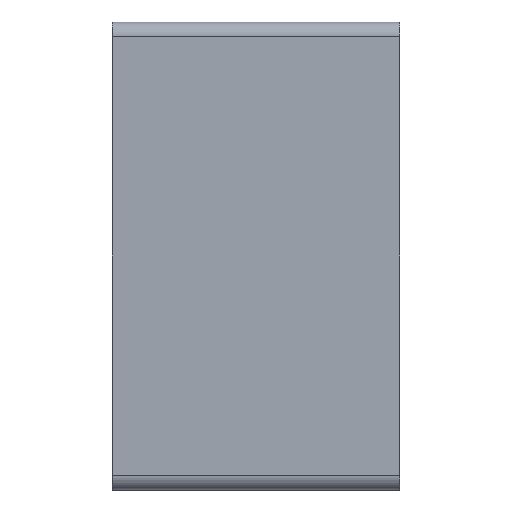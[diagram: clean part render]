
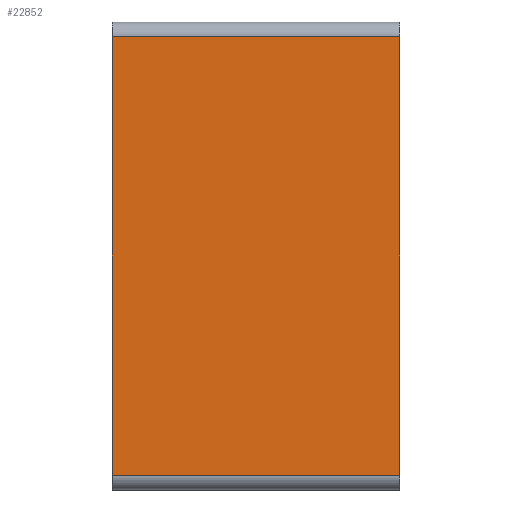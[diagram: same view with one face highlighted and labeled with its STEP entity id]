
A CAD part, left-side view. The second image highlights one B-rep face of the part: STEP entity #22852.
In plain terms, the highlighted planar face has unit normal (-1, 0, 0).
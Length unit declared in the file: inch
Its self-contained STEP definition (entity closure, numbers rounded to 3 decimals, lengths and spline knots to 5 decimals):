
#289 = CARTESIAN_POINT ( 'NONE',  ( -2.58, 0.5905, -0.9625 ) ) ;
#577 = DIRECTION ( 'NONE',  ( 0., 0., -1. ) ) ;
#932 = VECTOR ( 'NONE', #577, 39.37008 ) ;
#994 = VERTEX_POINT ( 'NONE', #18868 ) ;
#1547 = ORIENTED_EDGE ( 'NONE', *, *, #9469, .F. ) ;
#3755 = DIRECTION ( 'NONE',  ( 0., 1., 0. ) ) ;
#5744 = EDGE_CURVE ( 'NONE', #21335, #994, #8369, .T. ) ;
#6727 = VECTOR ( 'NONE', #3755, 39.37008 ) ;
#7605 = EDGE_CURVE ( 'NONE', #8896, #21335, #15918, .T. ) ;
#7694 = CARTESIAN_POINT ( 'NONE',  ( -2.58, -0.5905, 0. ) ) ;
#8317 = EDGE_CURVE ( 'NONE', #8896, #16490, #14781, .T. ) ;
#8369 = LINE ( 'NONE', #289, #18930 ) ;
#8499 = PLANE ( 'NONE',  #14708 ) ;
#8896 = VERTEX_POINT ( 'NONE', #22387 ) ;
#9469 = EDGE_CURVE ( 'NONE', #16490, #994, #19781, .T. ) ;
#9775 = CARTESIAN_POINT ( 'NONE',  ( -2.58, 0.5905, -0.06 ) ) ;
#10300 = DIRECTION ( 'NONE',  ( -1., 0., 0. ) ) ;
#11276 = DIRECTION ( 'NONE',  ( 0., 1., 0. ) ) ;
#14703 = ORIENTED_EDGE ( 'NONE', *, *, #5744, .T. ) ;
#14708 = AXIS2_PLACEMENT_3D ( 'NONE', #15792, #10300, #21109 ) ;
#14781 = LINE ( 'NONE', #7694, #932 ) ;
#15579 = CARTESIAN_POINT ( 'NONE',  ( -2.58, -0.5905, -1.865 ) ) ;
#15792 = CARTESIAN_POINT ( 'NONE',  ( -2.58, -0.5905, -0.9625 ) ) ;
#15918 = LINE ( 'NONE', #21860, #18439 ) ;
#16094 = DIRECTION ( 'NONE',  ( 0., 0., -1. ) ) ;
#16490 = VERTEX_POINT ( 'NONE', #15579 ) ;
#17595 = EDGE_LOOP ( 'NONE', ( #22779, #19665, #14703, #1547 ) ) ;
#18153 = FACE_OUTER_BOUND ( 'NONE', #17595, .T. ) ;
#18439 = VECTOR ( 'NONE', #11276, 39.37008 ) ;
#18868 = CARTESIAN_POINT ( 'NONE',  ( -2.58, 0.5905, -1.865 ) ) ;
#18930 = VECTOR ( 'NONE', #16094, 39.37008 ) ;
#19665 = ORIENTED_EDGE ( 'NONE', *, *, #7605, .T. ) ;
#19781 = LINE ( 'NONE', #19809, #6727 ) ;
#19809 = CARTESIAN_POINT ( 'NONE',  ( -2.58, -0.5905, -1.865 ) ) ;
#21109 = DIRECTION ( 'NONE',  ( 0., 0., 1. ) ) ;
#21335 = VERTEX_POINT ( 'NONE', #9775 ) ;
#21860 = CARTESIAN_POINT ( 'NONE',  ( -2.58, -0.5905, -0.06 ) ) ;
#22387 = CARTESIAN_POINT ( 'NONE',  ( -2.58, -0.5905, -0.06 ) ) ;
#22779 = ORIENTED_EDGE ( 'NONE', *, *, #8317, .F. ) ;
#22852 = ADVANCED_FACE ( 'NONE', ( #18153 ), #8499, .T. ) ;
